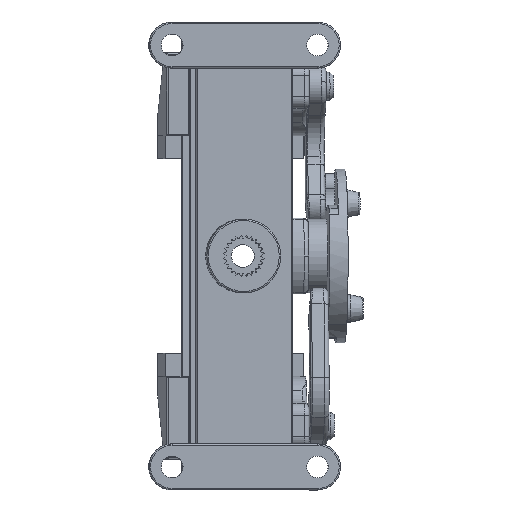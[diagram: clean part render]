
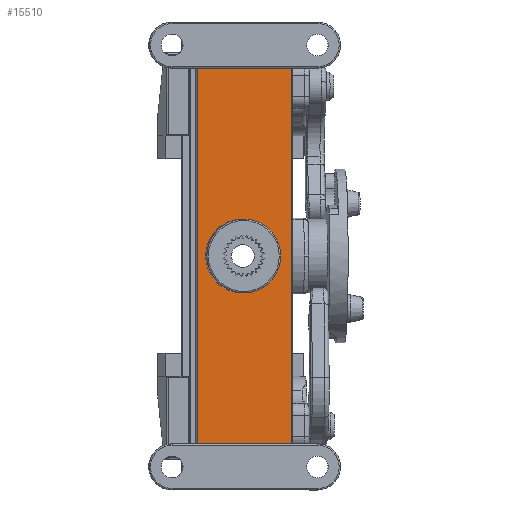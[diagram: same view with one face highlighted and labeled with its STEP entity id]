
A CAD part, front view. The second image highlights one B-rep face of the part: STEP entity #15510.
In plain terms, the highlighted face is planar.
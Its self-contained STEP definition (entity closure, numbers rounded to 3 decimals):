
#193 = ORIENTED_EDGE ( 'NONE', *, *, #17394, .T. ) ;
#379 = DIRECTION ( 'NONE',  ( 0., 0., 1. ) ) ;
#670 = VERTEX_POINT ( 'NONE', #7570 ) ;
#686 = CARTESIAN_POINT ( 'NONE',  ( 0., 6.401, -5.08 ) ) ;
#1299 = DIRECTION ( 'NONE',  ( 0., -1., 0. ) ) ;
#1592 = FACE_BOUND ( 'NONE', #11921, .T. ) ;
#1595 = LINE ( 'NONE', #14250, #11747 ) ;
#1631 = VERTEX_POINT ( 'NONE', #3854 ) ;
#2094 = ORIENTED_EDGE ( 'NONE', *, *, #17012, .F. ) ;
#2155 = CARTESIAN_POINT ( 'NONE',  ( 0., 0.203, 32.182 ) ) ;
#2995 = VECTOR ( 'NONE', #1299, 1000. ) ;
#3042 = PLANE ( 'NONE',  #14056 ) ;
#3141 = FACE_OUTER_BOUND ( 'NONE', #14220, .T. ) ;
#3854 = CARTESIAN_POINT ( 'NONE',  ( 0., 13.106, -25.832 ) ) ;
#6229 = CARTESIAN_POINT ( 'NONE',  ( 0., 0.203, 25.832 ) ) ;
#6843 = ORIENTED_EDGE ( 'NONE', *, *, #18465, .T. ) ;
#7570 = CARTESIAN_POINT ( 'NONE',  ( 0., 13.106, 25.832 ) ) ;
#7816 = VECTOR ( 'NONE', #14385, 1000. ) ;
#8702 = LINE ( 'NONE', #2155, #15771 ) ;
#8828 = CARTESIAN_POINT ( 'NONE',  ( 0., 6.401, 0. ) ) ;
#8950 = AXIS2_PLACEMENT_3D ( 'NONE', #8828, #11622, #13191 ) ;
#9048 = EDGE_CURVE ( 'NONE', #670, #10009, #10633, .T. ) ;
#9199 = CARTESIAN_POINT ( 'NONE',  ( 0., 16.662, 25.832 ) ) ;
#9378 = DIRECTION ( 'NONE',  ( 0., 1., 0. ) ) ;
#9669 = CARTESIAN_POINT ( 'NONE',  ( 0., 0., 32.182 ) ) ;
#9718 = CARTESIAN_POINT ( 'NONE',  ( 0., 13.106, 32.182 ) ) ;
#10009 = VERTEX_POINT ( 'NONE', #6229 ) ;
#10364 = CARTESIAN_POINT ( 'NONE',  ( 0., 6.401, 5.08 ) ) ;
#10633 = LINE ( 'NONE', #9199, #2995 ) ;
#11255 = LINE ( 'NONE', #9718, #7816 ) ;
#11415 = CARTESIAN_POINT ( 'NONE',  ( 0., 0.203, -25.832 ) ) ;
#11622 = DIRECTION ( 'NONE',  ( -1., 0., 0. ) ) ;
#11747 = VECTOR ( 'NONE', #14657, 1000. ) ;
#11921 = EDGE_LOOP ( 'NONE', ( #19754, #2094 ) ) ;
#12576 = DIRECTION ( 'NONE',  ( 1., 0., 0. ) ) ;
#13191 = DIRECTION ( 'NONE',  ( 0., 0., -1. ) ) ;
#14056 = AXIS2_PLACEMENT_3D ( 'NONE', #9669, #12576, #9378 ) ;
#14220 = EDGE_LOOP ( 'NONE', ( #14767, #193, #16133, #6843 ) ) ;
#14250 = CARTESIAN_POINT ( 'NONE',  ( 0., 16.662, -25.832 ) ) ;
#14385 = DIRECTION ( 'NONE',  ( 0., 0., -1. ) ) ;
#14657 = DIRECTION ( 'NONE',  ( 0., -1., 0. ) ) ;
#14672 = CIRCLE ( 'NONE', #17651, 5.08 ) ;
#14767 = ORIENTED_EDGE ( 'NONE', *, *, #16530, .T. ) ;
#14949 = VERTEX_POINT ( 'NONE', #686 ) ;
#15510 = ADVANCED_FACE ( 'NONE', ( #1592, #3141 ), #3042, .F. ) ;
#15771 = VECTOR ( 'NONE', #379, 1000. ) ;
#16117 = VERTEX_POINT ( 'NONE', #10364 ) ;
#16133 = ORIENTED_EDGE ( 'NONE', *, *, #9048, .F. ) ;
#16231 = CIRCLE ( 'NONE', #8950, 5.08 ) ;
#16411 = CARTESIAN_POINT ( 'NONE',  ( 0., 6.401, 0. ) ) ;
#16530 = EDGE_CURVE ( 'NONE', #1631, #20411, #1595, .T. ) ;
#16616 = DIRECTION ( 'NONE',  ( 0., 0., -1. ) ) ;
#17012 = EDGE_CURVE ( 'NONE', #16117, #14949, #14672, .T. ) ;
#17394 = EDGE_CURVE ( 'NONE', #20411, #10009, #8702, .T. ) ;
#17651 = AXIS2_PLACEMENT_3D ( 'NONE', #16411, #18069, #16616 ) ;
#18069 = DIRECTION ( 'NONE',  ( -1., 0., 0. ) ) ;
#18465 = EDGE_CURVE ( 'NONE', #670, #1631, #11255, .T. ) ;
#19754 = ORIENTED_EDGE ( 'NONE', *, *, #20495, .F. ) ;
#20411 = VERTEX_POINT ( 'NONE', #11415 ) ;
#20495 = EDGE_CURVE ( 'NONE', #14949, #16117, #16231, .T. ) ;
